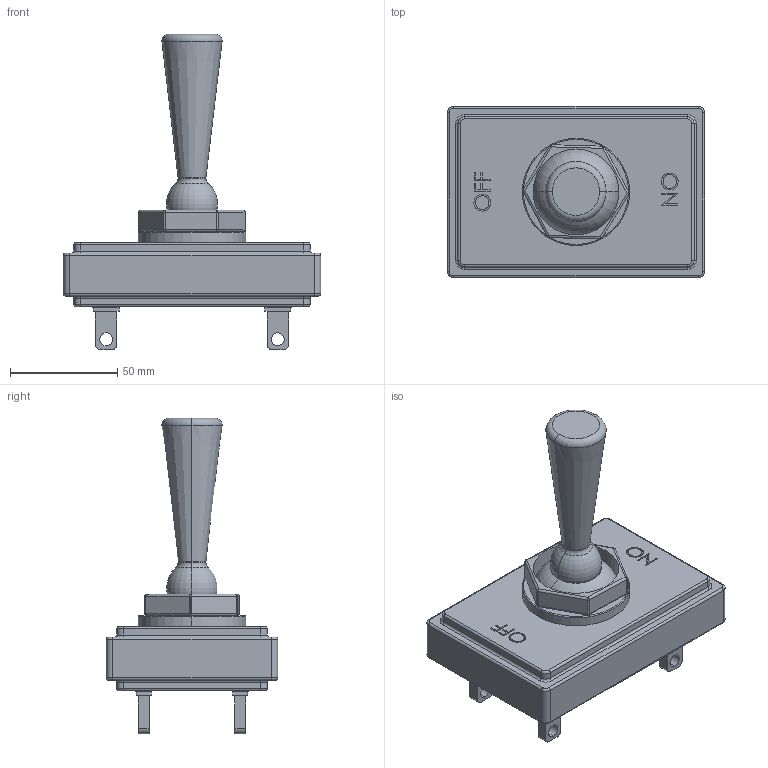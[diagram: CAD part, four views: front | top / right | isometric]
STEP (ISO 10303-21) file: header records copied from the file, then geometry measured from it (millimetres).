
FILE_DESCRIPTION (( 'STEP AP203' ), '1' );
FILE_NAME ('Part2.STEP', '2017-11-16T06:43:36', ( '' ), ( '' ), 'SwSTEP 2.0', 'SolidWorks 2016', '' );
FILE_SCHEMA (( 'CONFIG_CONTROL_DESIGN' ));
Length unit declared in the file: millimetre
Products named in the file (1): Part2
Bounding box: 120 x 80 x 147.03 mm (x, y, z)
Volume: 317748.6 mm3; surface area: 48003.1 mm2
Topology: 8 solids, 8 shells, 295 faces, 677 edges, 411 vertices
Faces by surface type: plane 130, cylinder 95, torus 38, bspline 16, sphere 14, cone 2
Entity records: 9534 total; most frequent: CARTESIAN_POINT 2842, DIRECTION 1397, ORIENTED_EDGE 1334, EDGE_CURVE 667, AXIS2_PLACEMENT_3D 498, VERTEX_POINT 407, VECTOR 401, LINE 401
